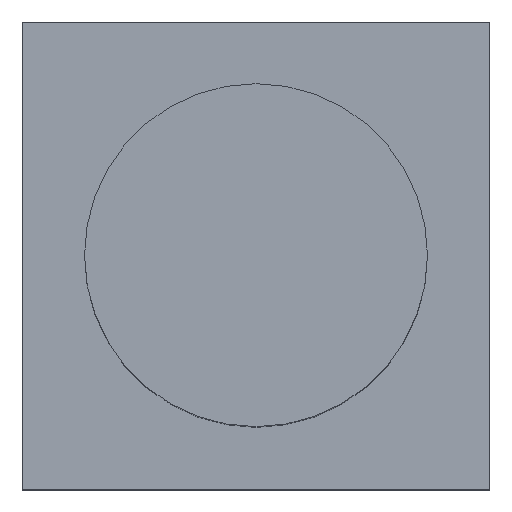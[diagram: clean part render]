
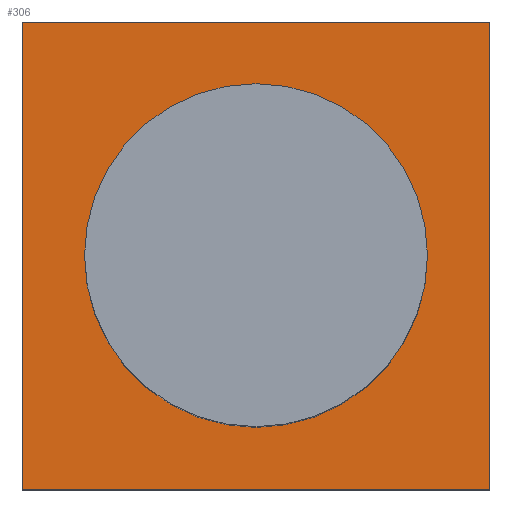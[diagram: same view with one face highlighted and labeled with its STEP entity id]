
A CAD part, top view. The second image highlights one B-rep face of the part: STEP entity #306.
In plain terms, the highlighted planar face has unit normal (0, 0, 1).
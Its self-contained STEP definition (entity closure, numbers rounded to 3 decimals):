
#44 = VERTEX_POINT('',#45);
#45 = CARTESIAN_POINT('',(-3.75,-3.75,0.));
#54 = PLANE('',#55);
#55 = AXIS2_PLACEMENT_3D('',#56,#57,#58);
#56 = CARTESIAN_POINT('',(-3.75,-3.75,0.));
#57 = DIRECTION('',(0.,-1.,0.));
#58 = DIRECTION('',(1.,0.,0.));
#66 = PLANE('',#67);
#67 = AXIS2_PLACEMENT_3D('',#68,#69,#70);
#68 = CARTESIAN_POINT('',(-3.75,3.75,0.));
#69 = DIRECTION('',(-1.,0.,0.));
#70 = DIRECTION('',(0.,-1.,0.));
#107 = VERTEX_POINT('',#108);
#108 = CARTESIAN_POINT('',(3.75,-3.75,0.));
#122 = PLANE('',#123);
#123 = AXIS2_PLACEMENT_3D('',#124,#125,#126);
#124 = CARTESIAN_POINT('',(3.75,-3.75,0.));
#125 = DIRECTION('',(1.,0.,0.));
#126 = DIRECTION('',(0.,1.,0.));
#134 = EDGE_CURVE('',#44,#107,#135,.T.);
#135 = SURFACE_CURVE('',#136,(#140,#147),.PCURVE_S1.);
#136 = LINE('',#137,#138);
#137 = CARTESIAN_POINT('',(-3.75,-3.75,0.));
#138 = VECTOR('',#139,1.);
#139 = DIRECTION('',(1.,0.,0.));
#140 = PCURVE('',#54,#141);
#141 = DEFINITIONAL_REPRESENTATION('',(#142),#146);
#142 = LINE('',#143,#144);
#143 = CARTESIAN_POINT('',(0.,0.));
#144 = VECTOR('',#145,1.);
#145 = DIRECTION('',(1.,0.));
#146 = ( GEOMETRIC_REPRESENTATION_CONTEXT(2) 
PARAMETRIC_REPRESENTATION_CONTEXT() REPRESENTATION_CONTEXT('2D SPACE',''
  ) );
#147 = PCURVE('',#148,#153);
#148 = PLANE('',#149);
#149 = AXIS2_PLACEMENT_3D('',#150,#151,#152);
#150 = CARTESIAN_POINT('',(0.,0.,0.));
#151 = DIRECTION('',(0.,0.,1.));
#152 = DIRECTION('',(1.,0.,0.));
#153 = DEFINITIONAL_REPRESENTATION('',(#154),#158);
#154 = LINE('',#155,#156);
#155 = CARTESIAN_POINT('',(-3.75,-3.75));
#156 = VECTOR('',#157,1.);
#157 = DIRECTION('',(1.,0.));
#158 = ( GEOMETRIC_REPRESENTATION_CONTEXT(2) 
PARAMETRIC_REPRESENTATION_CONTEXT() REPRESENTATION_CONTEXT('2D SPACE',''
  ) );
#164 = VERTEX_POINT('',#165);
#165 = CARTESIAN_POINT('',(-3.75,3.75,0.));
#181 = PLANE('',#182);
#182 = AXIS2_PLACEMENT_3D('',#183,#184,#185);
#183 = CARTESIAN_POINT('',(3.75,3.75,0.));
#184 = DIRECTION('',(0.,1.,0.));
#185 = DIRECTION('',(-1.,0.,0.));
#215 = EDGE_CURVE('',#164,#44,#216,.T.);
#216 = SURFACE_CURVE('',#217,(#221,#228),.PCURVE_S1.);
#217 = LINE('',#218,#219);
#218 = CARTESIAN_POINT('',(-3.75,3.75,0.));
#219 = VECTOR('',#220,1.);
#220 = DIRECTION('',(0.,-1.,0.));
#221 = PCURVE('',#66,#222);
#222 = DEFINITIONAL_REPRESENTATION('',(#223),#227);
#223 = LINE('',#224,#225);
#224 = CARTESIAN_POINT('',(0.,0.));
#225 = VECTOR('',#226,1.);
#226 = DIRECTION('',(1.,0.));
#227 = ( GEOMETRIC_REPRESENTATION_CONTEXT(2) 
PARAMETRIC_REPRESENTATION_CONTEXT() REPRESENTATION_CONTEXT('2D SPACE',''
  ) );
#228 = PCURVE('',#148,#229);
#229 = DEFINITIONAL_REPRESENTATION('',(#230),#234);
#230 = LINE('',#231,#232);
#231 = CARTESIAN_POINT('',(-3.75,3.75));
#232 = VECTOR('',#233,1.);
#233 = DIRECTION('',(0.,-1.));
#234 = ( GEOMETRIC_REPRESENTATION_CONTEXT(2) 
PARAMETRIC_REPRESENTATION_CONTEXT() REPRESENTATION_CONTEXT('2D SPACE',''
  ) );
#264 = VERTEX_POINT('',#265);
#265 = CARTESIAN_POINT('',(3.75,3.75,0.));
#286 = EDGE_CURVE('',#107,#264,#287,.T.);
#287 = SURFACE_CURVE('',#288,(#292,#299),.PCURVE_S1.);
#288 = LINE('',#289,#290);
#289 = CARTESIAN_POINT('',(3.75,-3.75,0.));
#290 = VECTOR('',#291,1.);
#291 = DIRECTION('',(0.,1.,0.));
#292 = PCURVE('',#122,#293);
#293 = DEFINITIONAL_REPRESENTATION('',(#294),#298);
#294 = LINE('',#295,#296);
#295 = CARTESIAN_POINT('',(0.,0.));
#296 = VECTOR('',#297,1.);
#297 = DIRECTION('',(1.,0.));
#298 = ( GEOMETRIC_REPRESENTATION_CONTEXT(2) 
PARAMETRIC_REPRESENTATION_CONTEXT() REPRESENTATION_CONTEXT('2D SPACE',''
  ) );
#299 = PCURVE('',#148,#300);
#300 = DEFINITIONAL_REPRESENTATION('',(#301),#305);
#301 = LINE('',#302,#303);
#302 = CARTESIAN_POINT('',(3.75,-3.75));
#303 = VECTOR('',#304,1.);
#304 = DIRECTION('',(0.,1.));
#305 = ( GEOMETRIC_REPRESENTATION_CONTEXT(2) 
PARAMETRIC_REPRESENTATION_CONTEXT() REPRESENTATION_CONTEXT('2D SPACE',''
  ) );
#306 = ADVANCED_FACE('',(#307,#333),#148,.T.);
#307 = FACE_BOUND('',#308,.T.);
#308 = EDGE_LOOP('',(#309,#310,#311,#332));
#309 = ORIENTED_EDGE('',*,*,#134,.T.);
#310 = ORIENTED_EDGE('',*,*,#286,.T.);
#311 = ORIENTED_EDGE('',*,*,#312,.T.);
#312 = EDGE_CURVE('',#264,#164,#313,.T.);
#313 = SURFACE_CURVE('',#314,(#318,#325),.PCURVE_S1.);
#314 = LINE('',#315,#316);
#315 = CARTESIAN_POINT('',(3.75,3.75,0.));
#316 = VECTOR('',#317,1.);
#317 = DIRECTION('',(-1.,0.,0.));
#318 = PCURVE('',#148,#319);
#319 = DEFINITIONAL_REPRESENTATION('',(#320),#324);
#320 = LINE('',#321,#322);
#321 = CARTESIAN_POINT('',(3.75,3.75));
#322 = VECTOR('',#323,1.);
#323 = DIRECTION('',(-1.,0.));
#324 = ( GEOMETRIC_REPRESENTATION_CONTEXT(2) 
PARAMETRIC_REPRESENTATION_CONTEXT() REPRESENTATION_CONTEXT('2D SPACE',''
  ) );
#325 = PCURVE('',#181,#326);
#326 = DEFINITIONAL_REPRESENTATION('',(#327),#331);
#327 = LINE('',#328,#329);
#328 = CARTESIAN_POINT('',(0.,0.));
#329 = VECTOR('',#330,1.);
#330 = DIRECTION('',(1.,0.));
#331 = ( GEOMETRIC_REPRESENTATION_CONTEXT(2) 
PARAMETRIC_REPRESENTATION_CONTEXT() REPRESENTATION_CONTEXT('2D SPACE',''
  ) );
#332 = ORIENTED_EDGE('',*,*,#215,.T.);
#333 = FACE_BOUND('',#334,.T.);
#334 = EDGE_LOOP('',(#335));
#335 = ORIENTED_EDGE('',*,*,#336,.F.);
#336 = EDGE_CURVE('',#337,#337,#339,.T.);
#337 = VERTEX_POINT('',#338);
#338 = CARTESIAN_POINT('',(2.75,0.,0.));
#339 = SURFACE_CURVE('',#340,(#345,#352),.PCURVE_S1.);
#340 = CIRCLE('',#341,2.75);
#341 = AXIS2_PLACEMENT_3D('',#342,#343,#344);
#342 = CARTESIAN_POINT('',(0.,0.,0.));
#343 = DIRECTION('',(0.,0.,1.));
#344 = DIRECTION('',(1.,0.,0.));
#345 = PCURVE('',#148,#346);
#346 = DEFINITIONAL_REPRESENTATION('',(#347),#351);
#347 = CIRCLE('',#348,2.75);
#348 = AXIS2_PLACEMENT_2D('',#349,#350);
#349 = CARTESIAN_POINT('',(0.,0.));
#350 = DIRECTION('',(1.,0.));
#351 = ( GEOMETRIC_REPRESENTATION_CONTEXT(2) 
PARAMETRIC_REPRESENTATION_CONTEXT() REPRESENTATION_CONTEXT('2D SPACE',''
  ) );
#352 = PCURVE('',#353,#358);
#353 = CYLINDRICAL_SURFACE('',#354,2.75);
#354 = AXIS2_PLACEMENT_3D('',#355,#356,#357);
#355 = CARTESIAN_POINT('',(0.,0.,0.));
#356 = DIRECTION('',(-0.,-0.,-1.));
#357 = DIRECTION('',(1.,0.,0.));
#358 = DEFINITIONAL_REPRESENTATION('',(#359),#363);
#359 = LINE('',#360,#361);
#360 = CARTESIAN_POINT('',(-0.,0.));
#361 = VECTOR('',#362,1.);
#362 = DIRECTION('',(-1.,0.));
#363 = ( GEOMETRIC_REPRESENTATION_CONTEXT(2) 
PARAMETRIC_REPRESENTATION_CONTEXT() REPRESENTATION_CONTEXT('2D SPACE',''
  ) );
